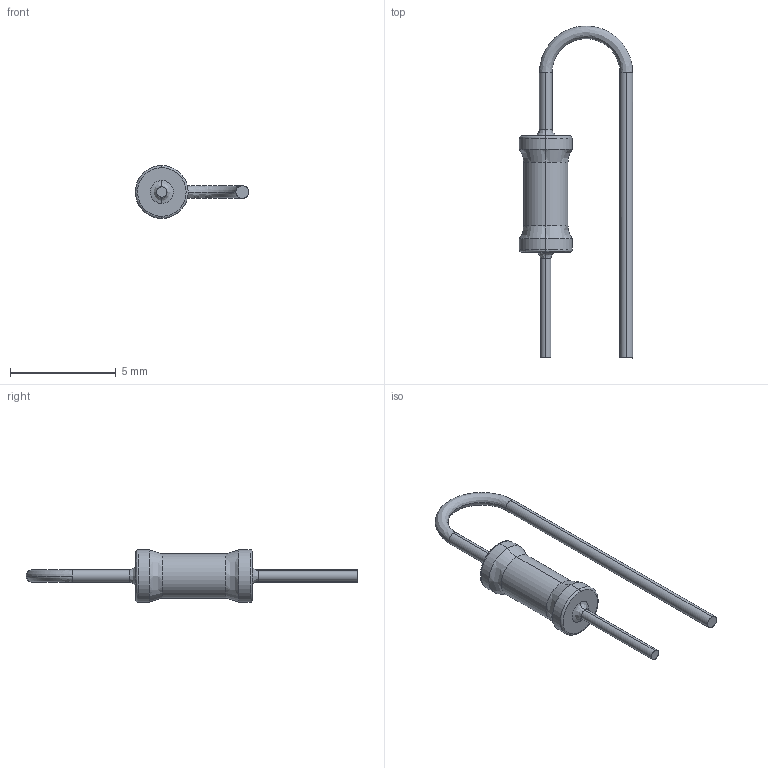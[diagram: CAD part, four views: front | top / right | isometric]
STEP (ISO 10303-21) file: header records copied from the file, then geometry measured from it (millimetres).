
FILE_DESCRIPTION (( 'STEP AP214' ), '1' );
FILE_NAME ('User Library-Resistor MRS25 (Pitch 150mils).STEP', '2016-09-14T03:44:09', ( 'Windows User' ), ( '' ), 'SwSTEP 2.0', 'SolidWorks 2016', '' );
FILE_SCHEMA (( 'AUTOMOTIVE_DESIGN' ));
Length unit declared in the file: millimetre
Products named in the file (1): User Library-Resistor MRS25 (Pitch 150mils)
Bounding box: 5.36 x 15.72 x 2.5 mm (x, y, z)
Volume: 28.8 mm3; surface area: 97.9 mm2
Topology: 1 solids, 1 shells, 30 faces, 62 edges, 36 vertices
Faces by surface type: bspline 16, cylinder 10, plane 4
Entity records: 1373 total; most frequent: CARTESIAN_POINT 433, ORIENTED_EDGE 124, DIRECTION 122, EDGE_CURVE 62, AXIS2_PLACEMENT_3D 55, CIRCLE 40, VERTEX_POINT 36, UNCERTAINTY_MEASURE_WITH_UNIT 33
